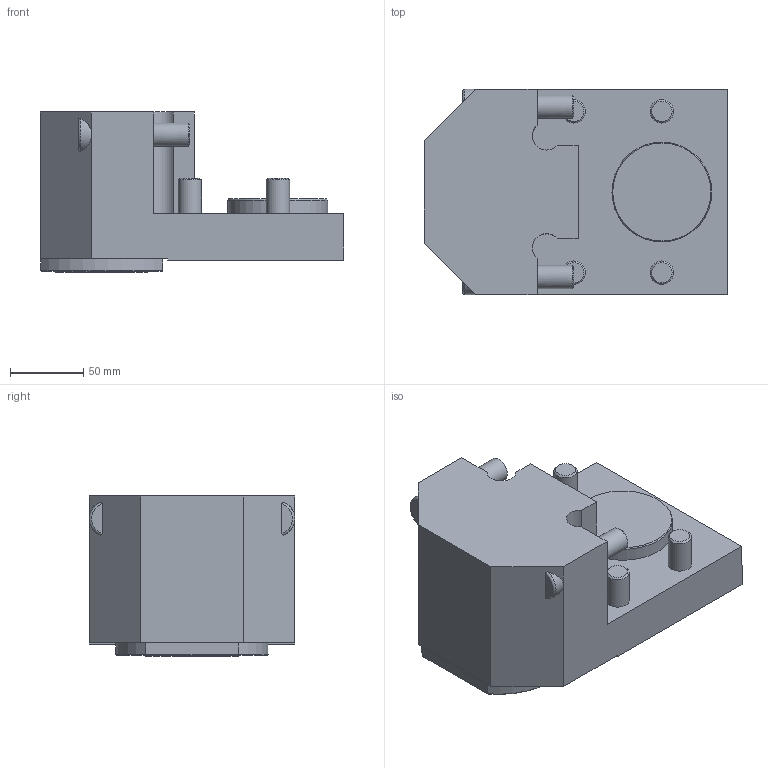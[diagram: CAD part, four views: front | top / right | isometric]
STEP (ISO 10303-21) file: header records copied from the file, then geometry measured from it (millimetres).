
FILE_DESCRIPTION(/* description */ (''),/* implementation_level */ '2;1');
FILE_NAME(/* name */ '1597741488991.stp',/* time_stamp */ '2020-08-18T11:04:56+02:00',/* author */ (''),/* organization */ ('SMS'),/* preprocessor_version */ 'ST-DEVELOPER v16.7',/* originating_system */ 'SIEMENS PLM Software NX 12.0',/* authorisation */ '');
FILE_SCHEMA (('AUTOMOTIVE_DESIGN { 1 0 10303 214 3 1 1 1 }'));
Length unit declared in the file: millimetre
Products named in the file (1): 203125265mod000_00
Bounding box: 207 x 140 x 109 mm (x, y, z)
Volume: 1728513.9 mm3; surface area: 124953.3 mm2
Topology: 1 solids, 1 shells, 65 faces, 151 edges, 102 vertices
Faces by surface type: plane 33, cone 15, cylinder 15, torus 2
Full cylindrical faces by diameter (mm): 4 x1, 16 x6, 63 x1, 68 x1
Entity records: 1905 total; most frequent: CARTESIAN_POINT 437, DIRECTION 310, ORIENTED_EDGE 254, EDGE_CURVE 127, AXIS2_PLACEMENT_3D 123, EDGE_LOOP 92, VERTEX_POINT 91, ADVANCED_FACE 65
